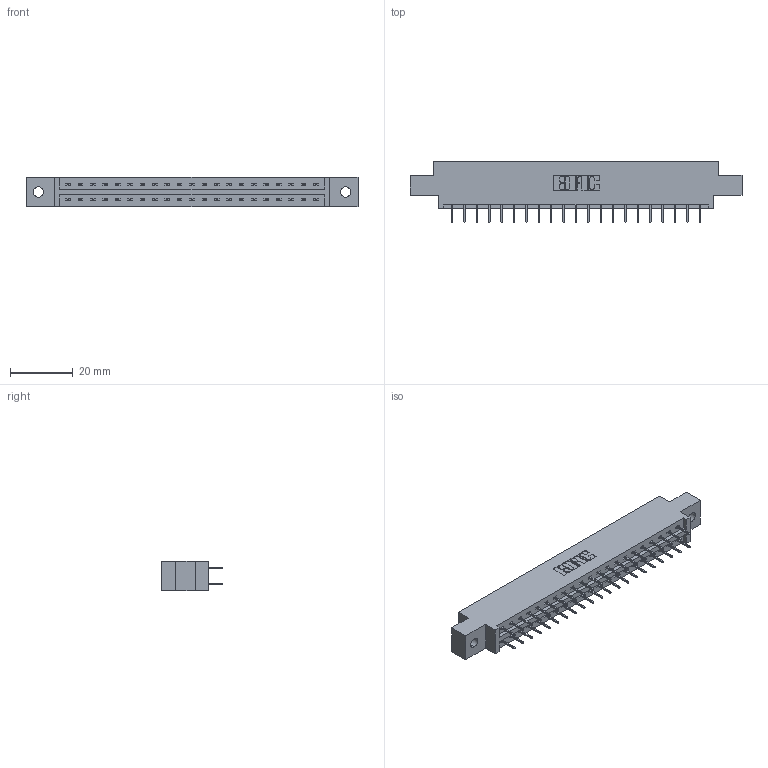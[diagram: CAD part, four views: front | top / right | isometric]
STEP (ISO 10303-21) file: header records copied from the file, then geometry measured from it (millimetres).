
FILE_DESCRIPTION (( 'STEP AP203' ), '1' );
FILE_NAME ('337-042-524-802.STEP', '2019-10-11T12:43:23', ( '' ), ( '' ), 'SwSTEP 2.0', 'SolidWorks 2016', '' );
FILE_SCHEMA (( 'CONFIG_CONTROL_DESIGN' ));
Length unit declared in the file: inch
Products named in the file (3): 337 Part_0.170 Offset - 0.128 Dia; 337-042-524-802; 345-292-001_345-293-124
Assembly tree (43 placements, depth 2):
  337-042-524-802
    337 Part_0.170 Offset - 0.128 Dia
    345-292-001_345-293-124  x42
Bounding box: 106.22 x 19.69 x 9.4 mm (x, y, z)
Volume: 10697.3 mm3; surface area: 11527.6 mm2
Topology: 43 solids, 43 shells, 2554 faces, 7253 edges, 4666 vertices
Faces by surface type: plane 1922, cylinder 632
Entity records: 19207 total; most frequent: CARTESIAN_POINT 3254, ORIENTED_EDGE 3190, DIRECTION 2807, EDGE_CURVE 1595, VECTOR 1471, LINE 1471, VERTEX_POINT 1058, AXIS2_PLACEMENT_3D 668
